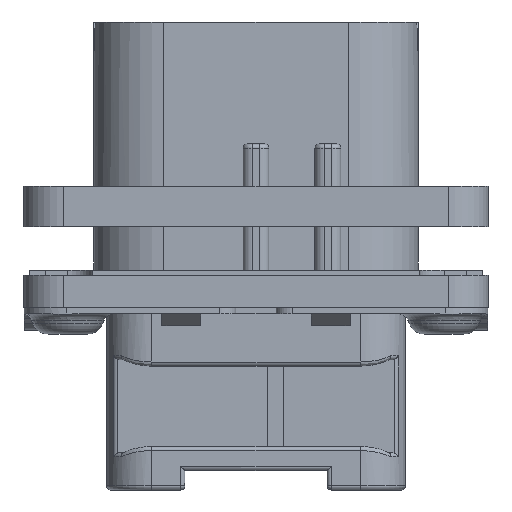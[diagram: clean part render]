
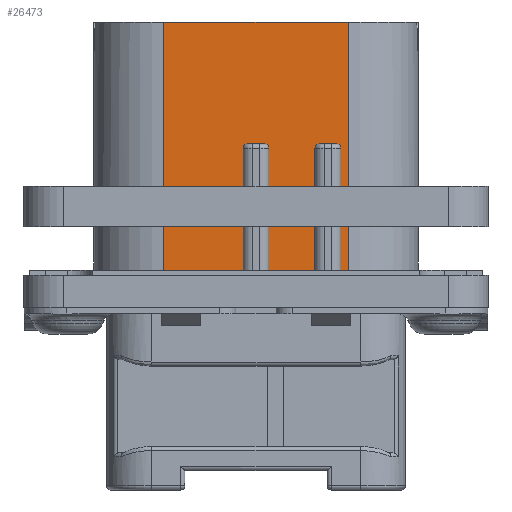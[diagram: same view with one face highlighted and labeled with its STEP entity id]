
A CAD part, front view. The second image highlights one B-rep face of the part: STEP entity #26473.
In plain terms, the highlighted planar face has unit normal (0, -1, 0).
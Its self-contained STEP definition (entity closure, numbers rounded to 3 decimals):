
#1218=DIRECTION('',(1.,0.,0.));
#1219=VECTOR('',#1218,11.4);
#1220=CARTESIAN_POINT('',(-5.7,-9.,17.67));
#1221=LINE('',#1220,#1219);
#1437=DIRECTION('',(0.,0.,1.));
#1438=VECTOR('',#1437,7.87);
#1439=CARTESIAN_POINT('',(0.8,-9.,2.));
#1440=LINE('',#1439,#1438);
#1441=DIRECTION('',(1.,0.,0.));
#1442=VECTOR('',#1441,1.1);
#1443=CARTESIAN_POINT('',(-0.55,-9.,10.12));
#1444=LINE('',#1443,#1442);
#1445=DIRECTION('',(0.,0.,1.));
#1446=VECTOR('',#1445,7.87);
#1447=CARTESIAN_POINT('',(-0.8,-9.,2.));
#1448=LINE('',#1447,#1446);
#1449=DIRECTION('',(0.,0.,-1.));
#1450=VECTOR('',#1449,15.67);
#1451=CARTESIAN_POINT('',(-5.7,-9.,17.67));
#1452=LINE('',#1451,#1450);
#1453=DIRECTION('',(0.,0.,-1.));
#1454=VECTOR('',#1453,15.67);
#1455=CARTESIAN_POINT('',(5.7,-9.,17.67));
#1456=LINE('',#1455,#1454);
#1457=DIRECTION('',(0.,0.,1.));
#1458=VECTOR('',#1457,7.87);
#1459=CARTESIAN_POINT('',(5.25,-9.,2.));
#1460=LINE('',#1459,#1458);
#1461=DIRECTION('',(1.,0.,0.));
#1462=VECTOR('',#1461,1.1);
#1463=CARTESIAN_POINT('',(3.9,-9.,10.12));
#1464=LINE('',#1463,#1462);
#1465=DIRECTION('',(0.,0.,1.));
#1466=VECTOR('',#1465,7.87);
#1467=CARTESIAN_POINT('',(3.65,-9.,2.));
#1468=LINE('',#1467,#1466);
#1482=CARTESIAN_POINT('',(0.55,-9.,9.87));
#1483=DIRECTION('',(0.,1.,0.));
#1484=DIRECTION('',(0.,0.,1.));
#1485=AXIS2_PLACEMENT_3D('',#1482,#1483,#1484);
#1555=DIRECTION('',(1.,0.,0.));
#1556=VECTOR('',#1555,2.85);
#1557=CARTESIAN_POINT('',(0.8,-9.,2.));
#1558=LINE('',#1557,#1556);
#1581=CARTESIAN_POINT('',(3.9,-9.,9.87));
#1582=DIRECTION('',(0.,1.,0.));
#1583=DIRECTION('',(-1.,0.,0.));
#1584=AXIS2_PLACEMENT_3D('',#1581,#1582,#1583);
#1613=CARTESIAN_POINT('',(5.,-9.,9.87));
#1614=DIRECTION('',(0.,1.,0.));
#1615=DIRECTION('',(0.,0.,1.));
#1616=AXIS2_PLACEMENT_3D('',#1613,#1614,#1615);
#1639=DIRECTION('',(1.,0.,0.));
#1640=VECTOR('',#1639,0.45);
#1641=CARTESIAN_POINT('',(5.25,-9.,2.));
#1642=LINE('',#1641,#1640);
#4468=DIRECTION('',(1.,0.,0.));
#4469=VECTOR('',#4468,4.9);
#4470=CARTESIAN_POINT('',(-5.7,-9.,2.));
#4471=LINE('',#4470,#4469);
#8354=CARTESIAN_POINT('',(-0.55,-9.,9.87));
#8355=DIRECTION('',(0.,1.,0.));
#8356=DIRECTION('',(-1.,0.,0.));
#8357=AXIS2_PLACEMENT_3D('',#8354,#8355,#8356);
#21121=CARTESIAN_POINT('',(-5.7,-9.,17.67));
#21122=CARTESIAN_POINT('',(-5.7,-9.,2.));
#21123=VERTEX_POINT('',#21121);
#21124=VERTEX_POINT('',#21122);
#21125=CARTESIAN_POINT('',(5.7,-9.,17.67));
#21126=CARTESIAN_POINT('',(5.7,-9.,2.));
#21127=VERTEX_POINT('',#21125);
#21128=VERTEX_POINT('',#21126);
#21259=CARTESIAN_POINT('',(-0.8,-9.,2.));
#21260=VERTEX_POINT('',#21259);
#21261=CARTESIAN_POINT('',(0.8,-9.,2.));
#21262=CARTESIAN_POINT('',(3.65,-9.,2.));
#21263=VERTEX_POINT('',#21261);
#21264=VERTEX_POINT('',#21262);
#21265=CARTESIAN_POINT('',(5.25,-9.,2.));
#21266=VERTEX_POINT('',#21265);
#22494=CARTESIAN_POINT('',(0.8,-9.,9.87));
#22496=VERTEX_POINT('',#22494);
#22498=CARTESIAN_POINT('',(0.55,-9.,10.12));
#22500=VERTEX_POINT('',#22498);
#22513=CARTESIAN_POINT('',(-0.55,-9.,10.12));
#22514=VERTEX_POINT('',#22513);
#22515=CARTESIAN_POINT('',(-0.8,-9.,9.87));
#22516=VERTEX_POINT('',#22515);
#22518=CARTESIAN_POINT('',(5.25,-9.,9.87));
#22520=VERTEX_POINT('',#22518);
#22522=CARTESIAN_POINT('',(5.,-9.,10.12));
#22524=VERTEX_POINT('',#22522);
#22537=CARTESIAN_POINT('',(3.9,-9.,10.12));
#22538=VERTEX_POINT('',#22537);
#22539=CARTESIAN_POINT('',(3.65,-9.,9.87));
#22540=VERTEX_POINT('',#22539);
#26436=CARTESIAN_POINT('',(-10.05,-9.,2.));
#26437=DIRECTION('',(0.,-1.,0.));
#26438=DIRECTION('',(1.,0.,0.));
#26439=AXIS2_PLACEMENT_3D('',#26436,#26437,#26438);
#26440=PLANE('',#26439);
#26442=ORIENTED_EDGE('',*,*,#26441,.T.);
#26444=ORIENTED_EDGE('',*,*,#26443,.F.);
#26446=ORIENTED_EDGE('',*,*,#26445,.F.);
#26448=ORIENTED_EDGE('',*,*,#26447,.F.);
#26450=ORIENTED_EDGE('',*,*,#26449,.F.);
#26452=ORIENTED_EDGE('',*,*,#26451,.F.);
#26454=ORIENTED_EDGE('',*,*,#26453,.F.);
#26455=ORIENTED_EDGE('',*,*,#26323,.T.);
#26456=ORIENTED_EDGE('',*,*,#26233,.T.);
#26458=ORIENTED_EDGE('',*,*,#26457,.F.);
#26460=ORIENTED_EDGE('',*,*,#26459,.T.);
#26462=ORIENTED_EDGE('',*,*,#26461,.F.);
#26464=ORIENTED_EDGE('',*,*,#26463,.F.);
#26466=ORIENTED_EDGE('',*,*,#26465,.F.);
#26468=ORIENTED_EDGE('',*,*,#26467,.F.);
#26470=ORIENTED_EDGE('',*,*,#26469,.F.);
#26471=EDGE_LOOP('',(#26442,#26444,#26446,#26448,#26450,#26452,#26454,#26455,
#26456,#26458,#26460,#26462,#26464,#26466,#26468,#26470));
#26472=FACE_OUTER_BOUND('',#26471,.F.);
#26473=ADVANCED_FACE('',(#26472),#26440,.T.);
#1486=CIRCLE('',#1485,0.25);
#1585=CIRCLE('',#1584,0.25);
#1617=CIRCLE('',#1616,0.25);
#8358=CIRCLE('',#8357,0.25);
#26233=EDGE_CURVE('',#21127,#21128,#1456,.T.);
#26323=EDGE_CURVE('',#21123,#21127,#1221,.T.);
#26441=EDGE_CURVE('',#21263,#22496,#1440,.T.);
#26443=EDGE_CURVE('',#22500,#22496,#1486,.T.);
#26445=EDGE_CURVE('',#22514,#22500,#1444,.T.);
#26447=EDGE_CURVE('',#22516,#22514,#8358,.T.);
#26449=EDGE_CURVE('',#21260,#22516,#1448,.T.);
#26451=EDGE_CURVE('',#21124,#21260,#4471,.T.);
#26453=EDGE_CURVE('',#21123,#21124,#1452,.T.);
#26457=EDGE_CURVE('',#21266,#21128,#1642,.T.);
#26459=EDGE_CURVE('',#21266,#22520,#1460,.T.);
#26461=EDGE_CURVE('',#22524,#22520,#1617,.T.);
#26463=EDGE_CURVE('',#22538,#22524,#1464,.T.);
#26465=EDGE_CURVE('',#22540,#22538,#1585,.T.);
#26467=EDGE_CURVE('',#21264,#22540,#1468,.T.);
#26469=EDGE_CURVE('',#21263,#21264,#1558,.T.);
